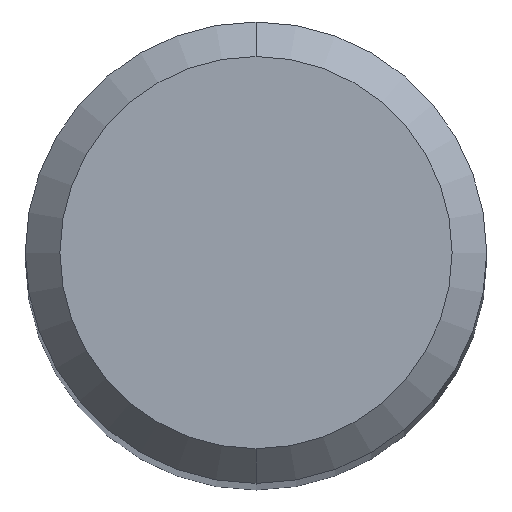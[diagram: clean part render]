
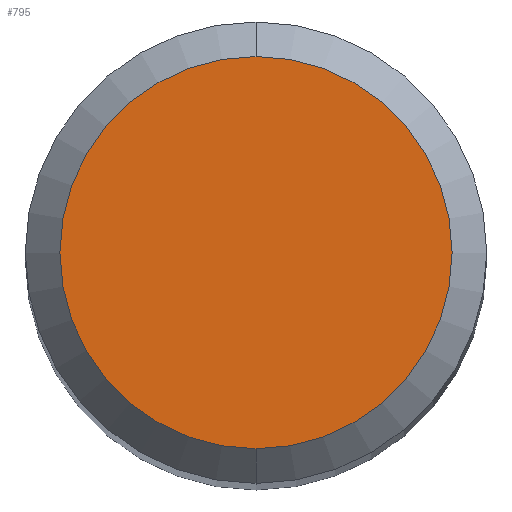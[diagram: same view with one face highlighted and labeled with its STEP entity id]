
A CAD part, top view. The second image highlights one B-rep face of the part: STEP entity #795.
In plain terms, the highlighted planar face has unit normal (0, 0, 1).
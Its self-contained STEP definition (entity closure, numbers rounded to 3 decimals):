
#393=VERTEX_POINT('',#1057);
#763=EDGE_CURVE('',#393,#875,#1463,.T.);
#787=EDGE_CURVE('',#875,#393,#1487,.T.);
#795=ADVANCED_FACE('',(#1496),#1497,.T.);
#875=VERTEX_POINT('',#1580);
#1057=CARTESIAN_POINT('',(0.0,1.7,0.0));
#1463=CIRCLE('',#3812,1.7);
#1487=CIRCLE('',#3888,1.7);
#1496=FACE_OUTER_BOUND('',#3909,.T.);
#1497=PLANE('',#3910);
#1580=CARTESIAN_POINT('',(0.,-1.7,0.0));
#3812=AXIS2_PLACEMENT_3D('',#5093,#5094,#5095);
#3888=AXIS2_PLACEMENT_3D('',#5103,#5104,#5105);
#3909=EDGE_LOOP('',(#5119,#5120));
#3910=AXIS2_PLACEMENT_3D('',#5121,#5122,#5123);
#5093=CARTESIAN_POINT('',(0.0,0.0,0.0));
#5094=DIRECTION('',(0.0,0.0,-1.0));
#5095=DIRECTION('',(0.0,1.0,0.0));
#5103=CARTESIAN_POINT('',(0.0,0.0,0.0));
#5104=DIRECTION('',(0.0,0.0,-1.0));
#5105=DIRECTION('',(0.0,1.0,0.0));
#5119=ORIENTED_EDGE('',*,*,#763,.F.);
#5120=ORIENTED_EDGE('',*,*,#787,.F.);
#5121=CARTESIAN_POINT('',(0.0,0.85,0.0));
#5122=DIRECTION('',(-0.0,0.0,1.0));
#5123=DIRECTION('',(0.0,-1.0,0.0));
